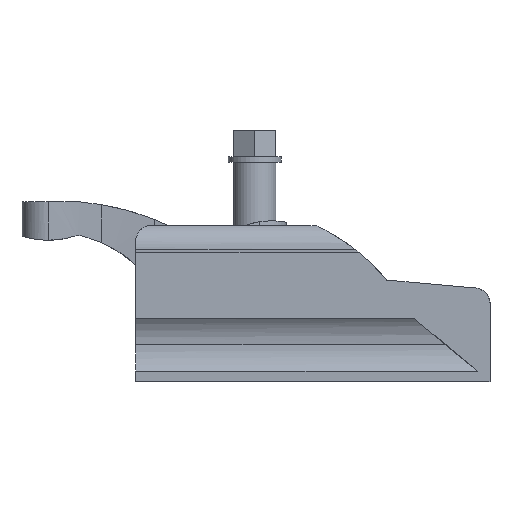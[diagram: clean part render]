
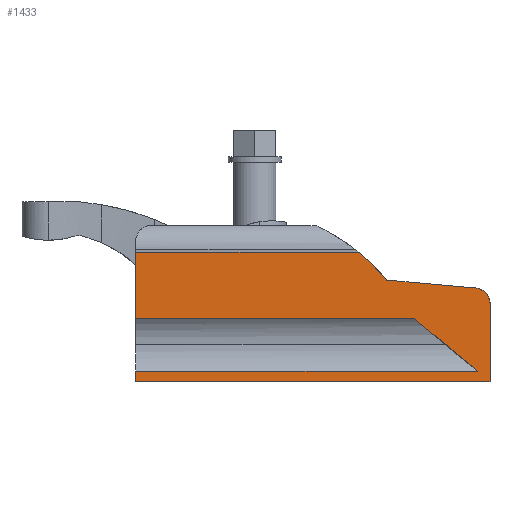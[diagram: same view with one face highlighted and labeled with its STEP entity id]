
A CAD part, front view. The second image highlights one B-rep face of the part: STEP entity #1433.
In plain terms, the highlighted planar face has unit normal (0, -1, 0).
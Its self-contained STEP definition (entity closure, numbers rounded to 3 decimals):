
#905=VERTEX_POINT('',#2461);
#977=VERTEX_POINT('',#2538);
#1011=EDGE_CURVE('',#1633,#977,#2573,.T.);
#1023=VERTEX_POINT('',#2585);
#1031=EDGE_CURVE('',#1387,#2273,#2595,.T.);
#1073=EDGE_CURVE('',#1023,#1387,#2639,.T.);
#1113=EDGE_CURVE('',#977,#905,#2681,.T.);
#1119=VERTEX_POINT('',#2687);
#1221=EDGE_CURVE('',#1975,#2177,#2795,.T.);
#1229=EDGE_CURVE('',#905,#2177,#2803,.T.);
#1265=VERTEX_POINT('',#2842);
#1387=VERTEX_POINT('',#2976);
#1433=ADVANCED_FACE('',(#3026),#3027,.T.);
#1509=VERTEX_POINT('',#3104);
#1633=VERTEX_POINT('',#3247);
#1725=VERTEX_POINT('',#3353);
#1831=EDGE_CURVE('',#1725,#1509,#3470,.T.);
#1833=EDGE_CURVE('',#1633,#1119,#3472,.T.);
#1841=EDGE_CURVE('',#1023,#1265,#3481,.T.);
#1847=EDGE_CURVE('',#1975,#1725,#3487,.T.);
#1871=EDGE_CURVE('',#1119,#2273,#3514,.T.);
#1907=EDGE_CURVE('',#1509,#1265,#3553,.T.);
#1975=VERTEX_POINT('',#3627);
#2177=VERTEX_POINT('',#3855);
#2273=VERTEX_POINT('',#3968);
#2461=CARTESIAN_POINT('',(134.0,-22.5,0.));
#2538=CARTESIAN_POINT('',(0.,-22.5,0.0));
#2573=LINE('',#4582,#4583);
#2585=CARTESIAN_POINT('',(0.,-22.5,49.0));
#2595=LINE('',#4644,#4645);
#2639=LINE('',#4808,#4809);
#2681=LINE('',#4969,#4970);
#2687=CARTESIAN_POINT('',(129.2,-22.5,4.));
#2795=LINE('',#5295,#5296);
#2803=LINE('',#5309,#5310);
#2842=CARTESIAN_POINT('',(84.21,-22.5,49.0));
#2976=CARTESIAN_POINT('',(0.,-22.5,24.0));
#3026=FACE_OUTER_BOUND('',#5644,.T.);
#3027=PLANE('',#5645);
#3104=CARTESIAN_POINT('',(95.0,-22.5,38.4));
#3247=CARTESIAN_POINT('',(0.,-22.5,4.0));
#3353=CARTESIAN_POINT('',(128.5,-22.5,35.4));
#3470=LINE('',#6630,#6631);
#3472=LINE('',#6634,#6635);
#3481=LINE('',#6647,#6648);
#3487=CIRCLE('',#6656,6.);
#3514=LINE('',#6692,#6693);
#3553=CIRCLE('',#6822,78.087);
#3627=CARTESIAN_POINT('',(133.972,-22.5,30.0));
#3855=CARTESIAN_POINT('',(134.0,-22.5,30.0));
#3968=CARTESIAN_POINT('',(105.2,-22.5,24.0));
#4582=CARTESIAN_POINT('',(0.,-22.5,4.0));
#4583=VECTOR('',#8060,1.0);
#4644=CARTESIAN_POINT('',(0.,-22.5,24.0));
#4645=VECTOR('',#8084,1.0);
#4808=CARTESIAN_POINT('',(0.,-22.5,49.0));
#4809=VECTOR('',#8115,1.0);
#4969=CARTESIAN_POINT('',(0.,-22.5,0.0));
#4970=VECTOR('',#8151,1.0);
#5295=CARTESIAN_POINT('',(134.0,-22.5,30.0));
#5296=VECTOR('',#8230,1.0);
#5309=CARTESIAN_POINT('',(134.0,-22.5,49.0));
#5310=VECTOR('',#8233,1.0);
#5644=EDGE_LOOP('',(#8471,#8472,#8473,#8474,#8475,#8476,#8477,#8478,#8479,#8480,#8481,#8482));
#5645=AXIS2_PLACEMENT_3D('',#8483,#8484,#8485);
#6630=CARTESIAN_POINT('',(65.268,-22.5,41.063));
#6631=VECTOR('',#9000,1.0);
#6634=CARTESIAN_POINT('',(0.,-22.5,4.0));
#6635=VECTOR('',#9001,1.0);
#6647=CARTESIAN_POINT('',(0.,-22.5,49.0));
#6648=VECTOR('',#9009,1.0);
#6656=AXIS2_PLACEMENT_3D('',#9013,#9014,#9015);
#6692=CARTESIAN_POINT('',(98.0,-22.5,30.0));
#6693=VECTOR('',#9050,1.0);
#6822=AXIS2_PLACEMENT_3D('',#9084,#9085,#9086);
#8060=DIRECTION('',(0.,0.,-1.0));
#8084=DIRECTION('',(1.0,0.,0.));
#8115=DIRECTION('',(0.,0.,-1.0));
#8151=DIRECTION('',(1.0,0.,0.));
#8230=DIRECTION('',(1.0,0.0,0.0));
#8233=DIRECTION('',(0.,0.,1.0));
#8471=ORIENTED_EDGE('',*,*,#1833,.F.);
#8472=ORIENTED_EDGE('',*,*,#1011,.T.);
#8473=ORIENTED_EDGE('',*,*,#1113,.T.);
#8474=ORIENTED_EDGE('',*,*,#1229,.T.);
#8475=ORIENTED_EDGE('',*,*,#1221,.F.);
#8476=ORIENTED_EDGE('',*,*,#1847,.T.);
#8477=ORIENTED_EDGE('',*,*,#1831,.T.);
#8478=ORIENTED_EDGE('',*,*,#1907,.T.);
#8479=ORIENTED_EDGE('',*,*,#1841,.F.);
#8480=ORIENTED_EDGE('',*,*,#1073,.T.);
#8481=ORIENTED_EDGE('',*,*,#1031,.T.);
#8482=ORIENTED_EDGE('',*,*,#1871,.F.);
#8483=CARTESIAN_POINT('',(0.,-22.5,0.0));
#8484=DIRECTION('',(0.,-1.0,0.0));
#8485=DIRECTION('',(0.,0.,-1.0));
#9000=DIRECTION('',(-0.996,0.,0.089));
#9001=DIRECTION('',(1.0,0.,0.));
#9009=DIRECTION('',(1.0,0.,0.));
#9013=CARTESIAN_POINT('',(128.,-22.5,29.421));
#9014=DIRECTION('',(0.,-1.0,0.));
#9015=DIRECTION('',(1.0,0.,0.));
#9050=DIRECTION('',(-0.768,0.,0.64));
#9084=CARTESIAN_POINT('',(35.14,-22.5,-11.743));
#9085=DIRECTION('',(0.,-1.0,0.));
#9086=DIRECTION('',(1.0,0.,0.));
